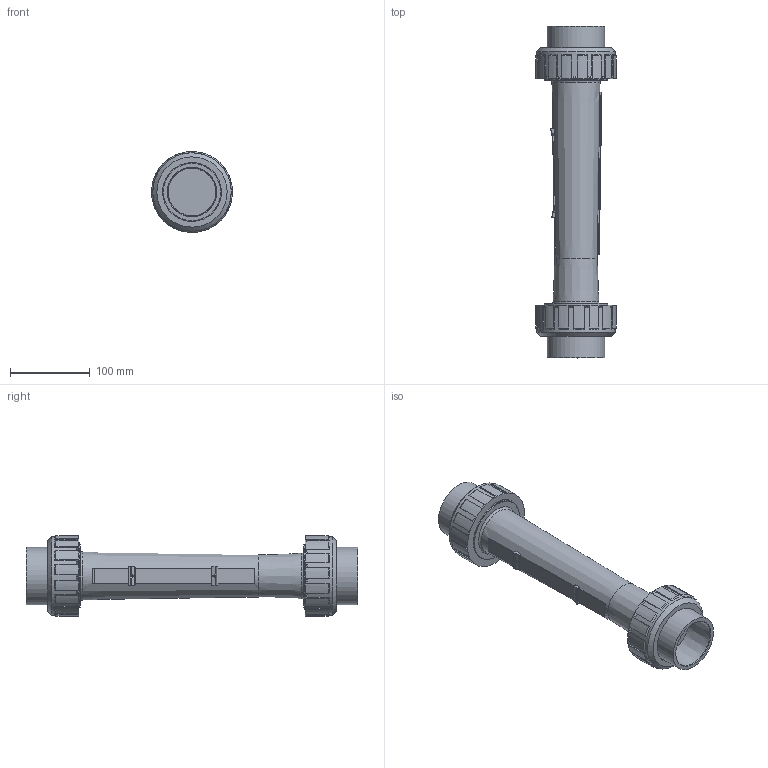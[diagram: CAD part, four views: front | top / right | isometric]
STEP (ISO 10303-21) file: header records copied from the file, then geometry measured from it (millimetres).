
FILE_DESCRIPTION((''),'2;1');
FILE_NAME('RM320-200I-PVC_R0.ipt.stp','2018-10-10T16:23:23',(''),(''),'Autodesk Inventor 2009','Autodesk Inventor 2009','');
FILE_SCHEMA(('AUTOMOTIVE_DESIGN { 1 0 10303 214 1 1 1 1 }'));
Length unit declared in the file: inch
Products named in the file (1): RM320-200I-PVC_R0
Bounding box: 101.33 x 416.26 x 101.33 mm (x, y, z)
Volume: 1286586.5 mm3; surface area: 184164.1 mm2
Topology: 1 solids, 17 shells, 551 faces, 1476 edges, 961 vertices
Faces by surface type: plane 187, bspline 138, cylinder 108, cone 108, torus 8, sphere 2
Full cylindrical faces by diameter (mm): 71.73 x2, 73.914 x2, 77.775 x2, 79.929 x4, 80.21 x2, 82.931 x2, 98.298 x2, 101.346 x2
Entity records: 20921 total; most frequent: CARTESIAN_POINT 7546, ORIENTED_EDGE 2830, DIRECTION 2442, EDGE_CURVE 1415, VERTEX_POINT 945, AXIS2_PLACEMENT_3D 933, EDGE_LOOP 612, VECTOR 576
